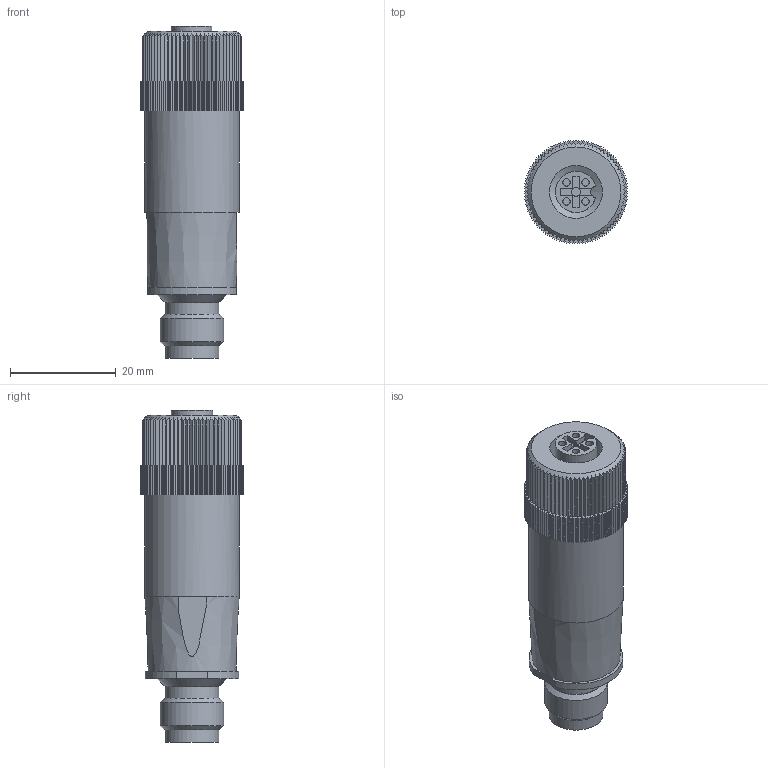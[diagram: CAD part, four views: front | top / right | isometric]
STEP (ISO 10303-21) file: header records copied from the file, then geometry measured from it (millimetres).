
FILE_DESCRIPTION(/* description */ (''),/* implementation_level */ '2;1');
FILE_NAME(/* name */ 'ipf_z3d_WS200120.stp',/* time_stamp */ '2018-05-04T08:14:04+02:00',/* author */ ('galensa'),/* organization */ (''),/* preprocessor_version */ 'ST-DEVELOPER v15.2',/* originating_system */ 'Autodesk Inventor 2014',/* authorisation */ '');
FILE_SCHEMA (('AUTOMOTIVE_DESIGN { 1 0 10303 214 3 1 1 }'));
Length unit declared in the file: millimetre
Products named in the file (1): ipf_z3d_WS200120
Bounding box: 19.65 x 19.65 x 62.85 mm (x, y, z)
Volume: 12901.2 mm3; surface area: 5101.5 mm2
Topology: 2 solids, 2 shells, 577 faces, 1674 edges, 1113 vertices
Faces by surface type: plane 430, cylinder 140, cone 7
Full cylindrical faces by diameter (mm): 1.4 x4, 1.7 x1, 8.4 x1, 10 x1, 10.2 x2, 12 x1, 17.9 x1
Entity records: 19239 total; most frequent: CARTESIAN_POINT 3627, ORIENTED_EDGE 3304, DIRECTION 2963, EDGE_CURVE 1652, LINE 1209, VECTOR 1209, VERTEX_POINT 1109, AXIS2_PLACEMENT_3D 877
